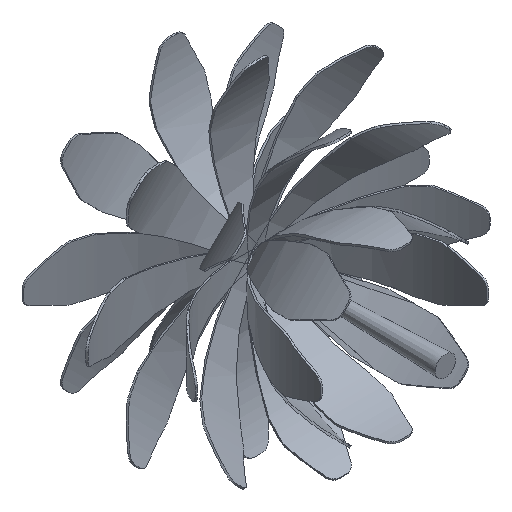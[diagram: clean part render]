
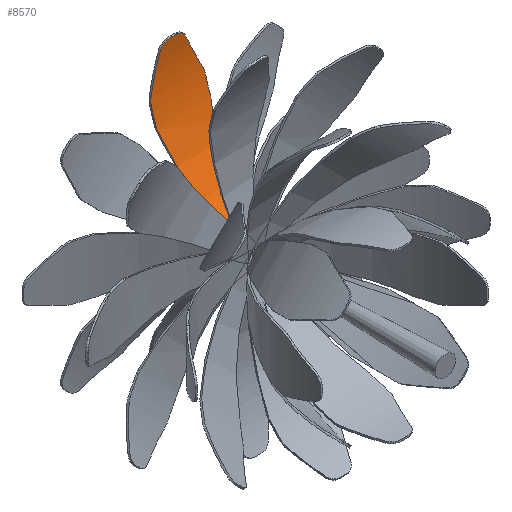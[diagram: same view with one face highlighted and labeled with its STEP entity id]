
A CAD part, isometric view. The second image highlights one B-rep face of the part: STEP entity #8570.
In plain terms, the highlighted cylindrical face has radius 165.1 mm (diameter 330.2 mm), a partial arc.
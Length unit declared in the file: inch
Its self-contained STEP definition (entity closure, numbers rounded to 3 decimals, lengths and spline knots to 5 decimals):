
#73=B_SPLINE_CURVE_WITH_KNOTS('',3,(#13074,#13075,#13076,#13077,#13078,
#13079),.UNSPECIFIED.,.F.,.F.,(4,2,4),(-4.74803,-4.74645,
-4.37806),.UNSPECIFIED.);
#74=B_SPLINE_CURVE_WITH_KNOTS('',3,(#13083,#13084,#13085,#13086),
 .UNSPECIFIED.,.F.,.F.,(4,4),(-1.48893,-1.26937),
 .UNSPECIFIED.);
#75=B_SPLINE_CURVE_WITH_KNOTS('',3,(#13094,#13095,#13096,#13097),
 .UNSPECIFIED.,.F.,.F.,(4,4),(-1.69346,-1.47411),
 .UNSPECIFIED.);
#76=B_SPLINE_CURVE_WITH_KNOTS('',3,(#13101,#13102,#13103,#13104,#13105,
#13106),.UNSPECIFIED.,.F.,.F.,(4,2,4),(-4.36853,-4.00231,
-3.99869),.UNSPECIFIED.);
#77=B_SPLINE_CURVE_WITH_KNOTS('',3,(#13110,#13111,#13112,#13113,#13114,
#13115,#13116,#13117),.UNSPECIFIED.,.F.,.F.,(4,2,2,4),(-3.94808,
-3.59105,-3.23224,-2.87344),.UNSPECIFIED.);
#78=B_SPLINE_CURVE_WITH_KNOTS('',3,(#13120,#13121,#13122,#13123,#13124,
#13125,#13126,#13127),.UNSPECIFIED.,.F.,.F.,(4,2,2,4),(-2.87344,
-2.51464,-2.15584,-1.79881),.UNSPECIFIED.);
#437=ELLIPSE('',#9194,7.04167,6.5);
#438=ELLIPSE('',#9196,6.66547,6.5);
#439=ELLIPSE('',#9197,6.66547,6.5);
#440=ELLIPSE('',#9199,7.04167,6.5);
#693=CYLINDRICAL_SURFACE('',#9193,6.5);
#1316=FACE_OUTER_BOUND('',#1831,.T.);
#1831=EDGE_LOOP('',(#6218,#6219,#6220,#6221,#6222,#6223,#6224,#6225,#6226,
#6227,#6228,#6229,#6230,#6231));
#2354=LINE('',#13090,#2931);
#2355=LINE('',#13119,#2932);
#2931=VECTOR('',#10340,39.37008);
#2932=VECTOR('',#10347,39.37008);
#3439=CIRCLE('',#9195,6.5);
#3440=CIRCLE('',#9198,6.5);
#3689=VERTEX_POINT('',#13070);
#3690=VERTEX_POINT('',#13071);
#3691=VERTEX_POINT('',#13073);
#3692=VERTEX_POINT('',#13080);
#3693=VERTEX_POINT('',#13082);
#3694=VERTEX_POINT('',#13087);
#3695=VERTEX_POINT('',#13089);
#3696=VERTEX_POINT('',#13091);
#3697=VERTEX_POINT('',#13093);
#3698=VERTEX_POINT('',#13098);
#3699=VERTEX_POINT('',#13100);
#3700=VERTEX_POINT('',#13107);
#3701=VERTEX_POINT('',#13109);
#3702=VERTEX_POINT('',#13118);
#4658=EDGE_CURVE('',#3689,#3690,#437,.T.);
#4659=EDGE_CURVE('',#3690,#3691,#73,.T.);
#4660=EDGE_CURVE('',#3692,#3691,#3439,.T.);
#4661=EDGE_CURVE('',#3692,#3693,#74,.T.);
#4662=EDGE_CURVE('',#3693,#3694,#438,.T.);
#4663=EDGE_CURVE('',#3694,#3695,#2354,.T.);
#4664=EDGE_CURVE('',#3695,#3696,#439,.T.);
#4665=EDGE_CURVE('',#3696,#3697,#75,.T.);
#4666=EDGE_CURVE('',#3697,#3698,#3440,.T.);
#4667=EDGE_CURVE('',#3698,#3699,#76,.T.);
#4668=EDGE_CURVE('',#3699,#3700,#440,.T.);
#4669=EDGE_CURVE('',#3700,#3701,#77,.T.);
#4670=EDGE_CURVE('',#3702,#3701,#2355,.T.);
#4671=EDGE_CURVE('',#3702,#3689,#78,.T.);
#6218=ORIENTED_EDGE('',*,*,#4658,.T.);
#6219=ORIENTED_EDGE('',*,*,#4659,.T.);
#6220=ORIENTED_EDGE('',*,*,#4660,.F.);
#6221=ORIENTED_EDGE('',*,*,#4661,.T.);
#6222=ORIENTED_EDGE('',*,*,#4662,.T.);
#6223=ORIENTED_EDGE('',*,*,#4663,.T.);
#6224=ORIENTED_EDGE('',*,*,#4664,.T.);
#6225=ORIENTED_EDGE('',*,*,#4665,.T.);
#6226=ORIENTED_EDGE('',*,*,#4666,.T.);
#6227=ORIENTED_EDGE('',*,*,#4667,.T.);
#6228=ORIENTED_EDGE('',*,*,#4668,.T.);
#6229=ORIENTED_EDGE('',*,*,#4669,.T.);
#6230=ORIENTED_EDGE('',*,*,#4670,.F.);
#6231=ORIENTED_EDGE('',*,*,#4671,.T.);
#8570=ADVANCED_FACE('',(#1316),#693,.F.);
#9193=AXIS2_PLACEMENT_3D('',#13069,#10332,#10333);
#9194=AXIS2_PLACEMENT_3D('',#13072,#10334,#10335);
#9195=AXIS2_PLACEMENT_3D('',#13081,#10336,#10337);
#9196=AXIS2_PLACEMENT_3D('',#13088,#10338,#10339);
#9197=AXIS2_PLACEMENT_3D('',#13092,#10341,#10342);
#9198=AXIS2_PLACEMENT_3D('',#13099,#10343,#10344);
#9199=AXIS2_PLACEMENT_3D('',#13108,#10345,#10346);
#10332=DIRECTION('center_axis',(1.,0.,0.));
#10333=DIRECTION('ref_axis',(0.,-1.,0.));
#10334=DIRECTION('center_axis',(-0.923,0.,
0.385));
#10335=DIRECTION('ref_axis',(0.385,0.,0.923));
#10336=DIRECTION('center_axis',(1.,0.,0.));
#10337=DIRECTION('ref_axis',(0.,-1.,0.));
#10338=DIRECTION('center_axis',(-0.975,0.,
-0.221));
#10339=DIRECTION('ref_axis',(0.221,0.,-0.975));
#10340=DIRECTION('',(1.,0.,0.));
#10341=DIRECTION('center_axis',(0.975,0.,
-0.221));
#10342=DIRECTION('ref_axis',(0.221,0.,0.975));
#10343=DIRECTION('center_axis',(1.,0.,0.));
#10344=DIRECTION('ref_axis',(0.,-1.,0.));
#10345=DIRECTION('center_axis',(0.923,0.,
0.385));
#10346=DIRECTION('ref_axis',(0.385,0.,-0.923));
#10347=DIRECTION('',(1.,0.,0.));
#13069=CARTESIAN_POINT('Origin',(-1.,9.5359,5.5));
#13070=CARTESIAN_POINT('',(-0.47115,16.0318,5.26923));
#13071=CARTESIAN_POINT('',(-0.97115,15.87647,4.06923));
#13072=CARTESIAN_POINT('Origin',(-0.375,9.5359,5.5));
#13073=CARTESIAN_POINT('',(-1.,15.84219,3.925));
#13074=CARTESIAN_POINT('Ctrl Pts',(-0.97115,15.87647,
4.06923));
#13075=CARTESIAN_POINT('Ctrl Pts',(-0.97124,15.87643,4.06903));
#13076=CARTESIAN_POINT('Ctrl Pts',(-0.97132,15.87638,
4.06883));
#13077=CARTESIAN_POINT('Ctrl Pts',(-0.99066,15.86585,
4.02219));
#13078=CARTESIAN_POINT('Ctrl Pts',(-1.,15.85391,3.9719));
#13079=CARTESIAN_POINT('Ctrl Pts',(-1.,15.84219,3.925));
#13080=CARTESIAN_POINT('',(-1.,15.6494,3.29204));
#13081=CARTESIAN_POINT('Origin',(-1.,9.5359,5.5));
#13082=CARTESIAN_POINT('',(-0.99069,15.61877,3.209));
#13083=CARTESIAN_POINT('Ctrl Pts',(-1.,15.6494,3.29204));
#13084=CARTESIAN_POINT('Ctrl Pts',(-1.,15.63961,3.26494));
#13085=CARTESIAN_POINT('Ctrl Pts',(-0.997,15.62924,3.23681));
#13086=CARTESIAN_POINT('Ctrl Pts',(-0.99069,15.61877,
3.209));
#13087=CARTESIAN_POINT('',(-0.26201,13.,0.));
#13088=CARTESIAN_POINT('Origin',(-1.51092,9.5359,5.5));
#13089=CARTESIAN_POINT('',(0.26201,13.,0.));
#13090=CARTESIAN_POINT('',(-1.,13.,0.));
#13091=CARTESIAN_POINT('',(0.99069,15.61877,3.209));
#13092=CARTESIAN_POINT('Origin',(1.51092,9.5359,5.5));
#13093=CARTESIAN_POINT('',(1.,15.6494,3.29204));
#13094=CARTESIAN_POINT('Ctrl Pts',(0.99069,15.61877,3.209));
#13095=CARTESIAN_POINT('Ctrl Pts',(0.99701,15.62925,3.23682));
#13096=CARTESIAN_POINT('Ctrl Pts',(1.,15.63962,3.26497));
#13097=CARTESIAN_POINT('Ctrl Pts',(1.,15.6494,3.29204));
#13098=CARTESIAN_POINT('',(1.,15.84219,3.925));
#13099=CARTESIAN_POINT('Origin',(1.,9.5359,5.5));
#13100=CARTESIAN_POINT('',(0.97115,15.87647,4.06923));
#13101=CARTESIAN_POINT('Ctrl Pts',(1.,15.84219,3.925));
#13102=CARTESIAN_POINT('Ctrl Pts',(1.,15.85384,3.97163));
#13103=CARTESIAN_POINT('Ctrl Pts',(0.99077,15.86572,4.02163));
#13104=CARTESIAN_POINT('Ctrl Pts',(0.97153,15.87627,4.06832));
#13105=CARTESIAN_POINT('Ctrl Pts',(0.97134,15.87637,4.06877));
#13106=CARTESIAN_POINT('Ctrl Pts',(0.97115,15.87647,4.06923));
#13107=CARTESIAN_POINT('',(0.47115,16.0318,5.26923));
#13108=CARTESIAN_POINT('Origin',(0.375,9.5359,5.5));
#13109=CARTESIAN_POINT('',(0.125,16.0359,5.5));
#13110=CARTESIAN_POINT('Ctrl Pts',(0.47115,16.0318,5.26923));
#13111=CARTESIAN_POINT('Ctrl Pts',(0.45203,16.03343,5.31513));
#13112=CARTESIAN_POINT('Ctrl Pts',(0.42329,16.03441,5.35704));
#13113=CARTESIAN_POINT('Ctrl Pts',(0.35687,16.03553,5.42346));
#13114=CARTESIAN_POINT('Ctrl Pts',(0.3147,16.03575,5.45232));
#13115=CARTESIAN_POINT('Ctrl Pts',(0.22231,16.03592,5.49059));
#13116=CARTESIAN_POINT('Ctrl Pts',(0.17209,16.0359,5.5));
#13117=CARTESIAN_POINT('Ctrl Pts',(0.125,16.0359,5.5));
#13118=CARTESIAN_POINT('',(-0.125,16.0359,5.5));
#13119=CARTESIAN_POINT('',(-1.,16.0359,5.5));
#13120=CARTESIAN_POINT('Ctrl Pts',(-0.125,16.0359,
5.5));
#13121=CARTESIAN_POINT('Ctrl Pts',(-0.17209,16.0359,
5.5));
#13122=CARTESIAN_POINT('Ctrl Pts',(-0.22231,16.03592,
5.49059));
#13123=CARTESIAN_POINT('Ctrl Pts',(-0.3147,16.03575,
5.45232));
#13124=CARTESIAN_POINT('Ctrl Pts',(-0.35687,16.03553,
5.42346));
#13125=CARTESIAN_POINT('Ctrl Pts',(-0.42329,16.03441,
5.35704));
#13126=CARTESIAN_POINT('Ctrl Pts',(-0.45203,16.03343,
5.31513));
#13127=CARTESIAN_POINT('Ctrl Pts',(-0.47115,16.0318,
5.26923));
